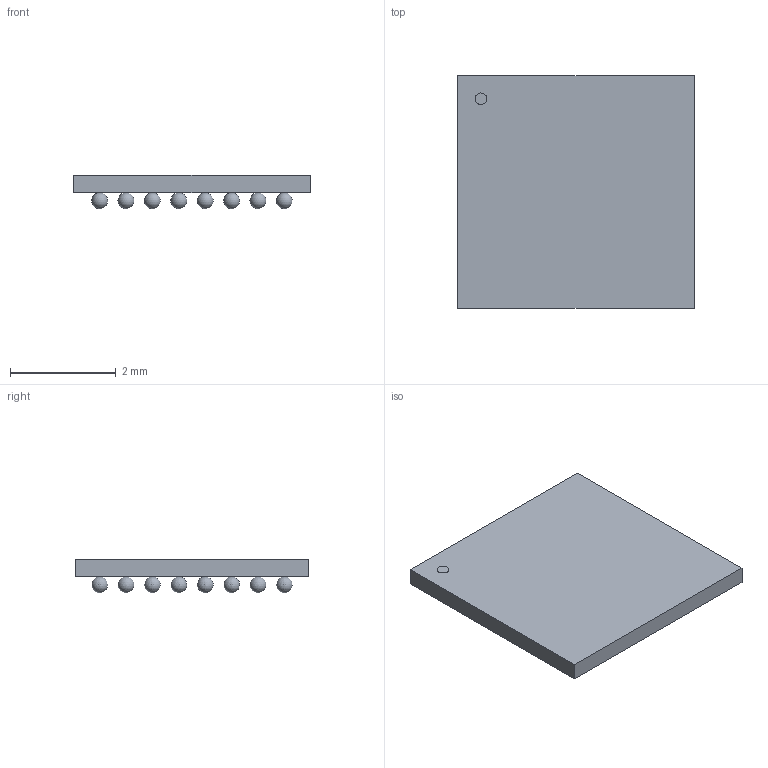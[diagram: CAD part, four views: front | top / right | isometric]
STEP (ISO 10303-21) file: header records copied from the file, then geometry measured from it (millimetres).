
FILE_DESCRIPTION(('STEP AP214'),'1');
FILE_NAME('WLCSP64','2021-11-11T20:41:49',(''),(''),'','','');
FILE_SCHEMA(('AUTOMOTIVE_DESIGN'));
Length unit declared in the file: millimetre
Products named in the file (1): product
Bounding box: 4.49 x 4.41 x 0.64 mm (x, y, z)
Volume: 8.5 mm3; surface area: 82.9 mm2
Topology: 130 solids, 130 shells, 137 faces, 399 edges, 266 vertices
Faces by surface type: sphere 128, plane 8, cylinder 1
Full cylindrical faces by diameter (mm): 0.221 x1
Entity records: 1408 total; most frequent: DIRECTION 294, CARTESIAN_POINT 151, AXIS2_PLACEMENT_3D 141, STYLED_ITEM 137, ADVANCED_FACE 137, MANIFOLD_SOLID_BREP 130, CLOSED_SHELL 130, SPHERICAL_SURFACE 128
